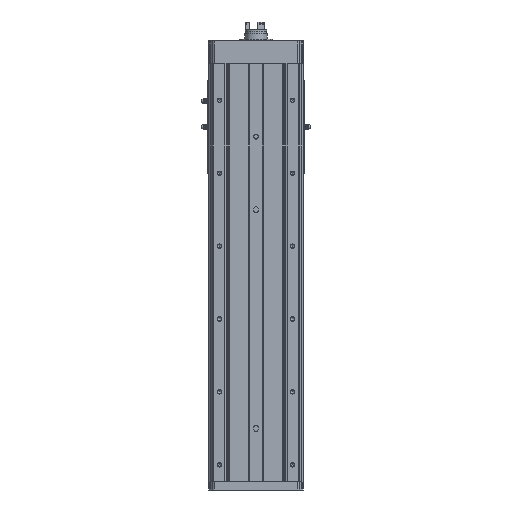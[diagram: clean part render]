
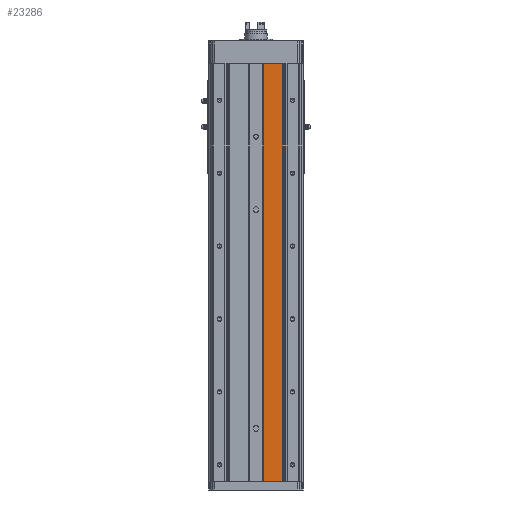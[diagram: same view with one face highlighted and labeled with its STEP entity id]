
A CAD part, front view. The second image highlights one B-rep face of the part: STEP entity #23286.
In plain terms, the highlighted planar face has unit normal (0, -1, 0).
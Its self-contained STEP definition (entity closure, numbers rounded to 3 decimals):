
#2896=ORIENTED_EDGE('',*,*,#8203,.T.);
#2897=ORIENTED_EDGE('',*,*,#8360,.T.);
#2898=ORIENTED_EDGE('',*,*,#8299,.F.);
#2899=ORIENTED_EDGE('',*,*,#8361,.F.);
#8203=EDGE_CURVE('',#10937,#10936,#12746,.T.);
#8299=EDGE_CURVE('',#11011,#11012,#12807,.T.);
#8360=EDGE_CURVE('',#10936,#11012,#12841,.T.);
#8361=EDGE_CURVE('',#10937,#11011,#12842,.T.);
#10936=VERTEX_POINT('',#34151);
#10937=VERTEX_POINT('',#34153);
#11011=VERTEX_POINT('',#34334);
#11012=VERTEX_POINT('',#34336);
#12746=LINE('',#34152,#14162);
#12807=LINE('',#34335,#14223);
#12841=LINE('',#34446,#14257);
#12842=LINE('',#34447,#14258);
#14162=VECTOR('',#27566,1000.);
#14223=VECTOR('',#27721,1000.);
#14257=VECTOR('',#27835,1000.);
#14258=VECTOR('',#27836,1000.);
#15389=EDGE_LOOP('',(#2896,#2897,#2898,#2899));
#16880=FACE_BOUND('',#15389,.T.);
#18379=PLANE('',#24728);
#23286=ADVANCED_FACE('',(#16880),#18379,.T.);
#24728=AXIS2_PLACEMENT_3D('',#34445,#27833,#27834);
#27566=DIRECTION('',(1.,0.,0.));
#27721=DIRECTION('',(1.,0.,0.));
#27833=DIRECTION('',(0.,-1.,0.));
#27834=DIRECTION('',(0.,0.,-1.));
#27835=DIRECTION('',(0.,0.,1.));
#27836=DIRECTION('',(0.,0.,1.));
#34151=CARTESIAN_POINT('',(36.9,0.,-573.));
#34152=CARTESIAN_POINT('',(-60.,0.,-573.));
#34153=CARTESIAN_POINT('',(10.5,0.,-573.));
#34334=CARTESIAN_POINT('',(10.5,0.,0.));
#34335=CARTESIAN_POINT('',(-60.,0.,0.));
#34336=CARTESIAN_POINT('',(36.9,0.,0.));
#34445=CARTESIAN_POINT('',(-60.,0.,-573.));
#34446=CARTESIAN_POINT('',(36.9,0.,-573.));
#34447=CARTESIAN_POINT('',(10.5,0.,-573.));
